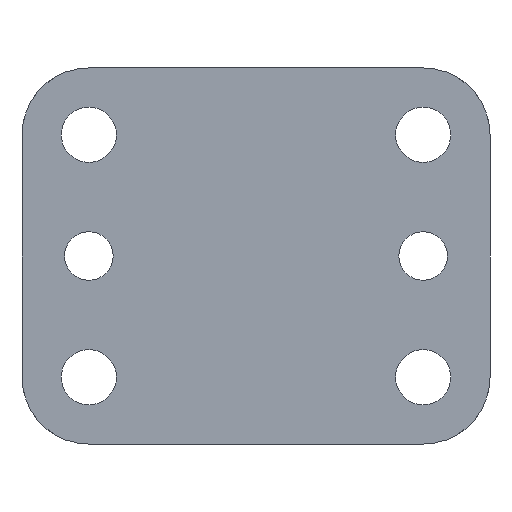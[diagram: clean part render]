
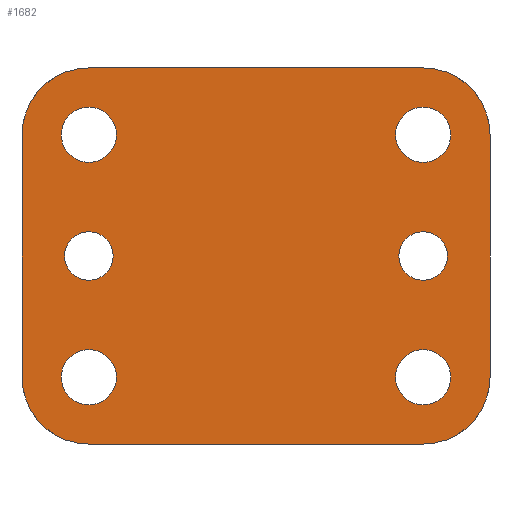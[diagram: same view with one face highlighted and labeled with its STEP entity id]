
A CAD part, front view. The second image highlights one B-rep face of the part: STEP entity #1682.
In plain terms, the highlighted planar face has unit normal (0, -1, 0).
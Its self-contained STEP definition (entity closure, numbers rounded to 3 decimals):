
#52=PLANE('',#1825);
#107=LINE('',#2587,#250);
#110=LINE('',#2607,#253);
#111=LINE('',#2611,#254);
#112=LINE('',#2615,#255);
#250=VECTOR('',#2053,1000.);
#253=VECTOR('',#2072,1000.);
#254=VECTOR('',#2075,1000.);
#255=VECTOR('',#2078,1000.);
#410=ORIENTED_EDGE('',*,*,#894,.F.);
#411=ORIENTED_EDGE('',*,*,#895,.F.);
#412=ORIENTED_EDGE('',*,*,#896,.T.);
#413=ORIENTED_EDGE('',*,*,#897,.T.);
#414=ORIENTED_EDGE('',*,*,#898,.T.);
#415=ORIENTED_EDGE('',*,*,#899,.T.);
#416=ORIENTED_EDGE('',*,*,#891,.T.);
#417=ORIENTED_EDGE('',*,*,#900,.F.);
#418=ORIENTED_EDGE('',*,*,#901,.T.);
#419=ORIENTED_EDGE('',*,*,#902,.F.);
#420=ORIENTED_EDGE('',*,*,#903,.F.);
#421=ORIENTED_EDGE('',*,*,#904,.F.);
#422=ORIENTED_EDGE('',*,*,#905,.F.);
#423=ORIENTED_EDGE('',*,*,#906,.F.);
#891=EDGE_CURVE('',#1132,#1131,#107,.T.);
#894=EDGE_CURVE('',#1134,#1134,#1291,.T.);
#895=EDGE_CURVE('',#1135,#1135,#1292,.T.);
#896=EDGE_CURVE('',#1136,#1136,#1293,.T.);
#897=EDGE_CURVE('',#1137,#1137,#1294,.T.);
#898=EDGE_CURVE('',#1138,#1138,#1295,.T.);
#899=EDGE_CURVE('',#1139,#1139,#1296,.T.);
#900=EDGE_CURVE('',#1140,#1131,#1297,.T.);
#901=EDGE_CURVE('',#1140,#1141,#110,.T.);
#902=EDGE_CURVE('',#1142,#1141,#1298,.T.);
#903=EDGE_CURVE('',#1143,#1142,#111,.T.);
#904=EDGE_CURVE('',#1144,#1143,#1299,.T.);
#905=EDGE_CURVE('',#1145,#1144,#112,.T.);
#906=EDGE_CURVE('',#1132,#1145,#1300,.T.);
#1131=VERTEX_POINT('',#2586);
#1132=VERTEX_POINT('',#2588);
#1134=VERTEX_POINT('',#2594);
#1135=VERTEX_POINT('',#2596);
#1136=VERTEX_POINT('',#2598);
#1137=VERTEX_POINT('',#2600);
#1138=VERTEX_POINT('',#2602);
#1139=VERTEX_POINT('',#2604);
#1140=VERTEX_POINT('',#2606);
#1141=VERTEX_POINT('',#2608);
#1142=VERTEX_POINT('',#2610);
#1143=VERTEX_POINT('',#2612);
#1144=VERTEX_POINT('',#2614);
#1145=VERTEX_POINT('',#2616);
#1291=CIRCLE('',#1826,2.9);
#1292=CIRCLE('',#1827,2.9);
#1293=CIRCLE('',#1828,3.3);
#1294=CIRCLE('',#1829,3.3);
#1295=CIRCLE('',#1830,3.3);
#1296=CIRCLE('',#1831,3.3);
#1297=CIRCLE('',#1832,8.);
#1298=CIRCLE('',#1833,8.);
#1299=CIRCLE('',#1834,8.);
#1300=CIRCLE('',#1835,8.);
#1379=EDGE_LOOP('',(#410));
#1380=EDGE_LOOP('',(#411));
#1381=EDGE_LOOP('',(#412));
#1382=EDGE_LOOP('',(#413));
#1383=EDGE_LOOP('',(#414));
#1384=EDGE_LOOP('',(#415));
#1385=EDGE_LOOP('',(#416,#417,#418,#419,#420,#421,#422,#423));
#1506=FACE_BOUND('',#1379,.T.);
#1507=FACE_BOUND('',#1380,.T.);
#1508=FACE_BOUND('',#1381,.T.);
#1509=FACE_BOUND('',#1382,.T.);
#1510=FACE_BOUND('',#1383,.T.);
#1511=FACE_BOUND('',#1384,.T.);
#1512=FACE_BOUND('',#1385,.T.);
#1682=ADVANCED_FACE('',(#1506,#1507,#1508,#1509,#1510,#1511,#1512),#52,
 .F.);
#1825=AXIS2_PLACEMENT_3D('',#2592,#2056,#2057);
#1826=AXIS2_PLACEMENT_3D('',#2593,#2058,#2059);
#1827=AXIS2_PLACEMENT_3D('',#2595,#2060,#2061);
#1828=AXIS2_PLACEMENT_3D('',#2597,#2062,#2063);
#1829=AXIS2_PLACEMENT_3D('',#2599,#2064,#2065);
#1830=AXIS2_PLACEMENT_3D('',#2601,#2066,#2067);
#1831=AXIS2_PLACEMENT_3D('',#2603,#2068,#2069);
#1832=AXIS2_PLACEMENT_3D('',#2605,#2070,#2071);
#1833=AXIS2_PLACEMENT_3D('',#2609,#2073,#2074);
#1834=AXIS2_PLACEMENT_3D('',#2613,#2076,#2077);
#1835=AXIS2_PLACEMENT_3D('',#2617,#2079,#2080);
#2053=DIRECTION('',(0.,0.,-1.));
#2056=DIRECTION('',(0.,1.,0.));
#2057=DIRECTION('',(0.,0.,1.));
#2058=DIRECTION('',(0.,-1.,0.));
#2059=DIRECTION('',(0.,0.,-1.));
#2060=DIRECTION('',(0.,-1.,0.));
#2061=DIRECTION('',(0.,0.,-1.));
#2062=DIRECTION('',(0.,1.,0.));
#2063=DIRECTION('',(0.,0.,1.));
#2064=DIRECTION('',(0.,1.,0.));
#2065=DIRECTION('',(0.,0.,1.));
#2066=DIRECTION('',(0.,1.,0.));
#2067=DIRECTION('',(0.,0.,1.));
#2068=DIRECTION('',(0.,1.,0.));
#2069=DIRECTION('',(0.,0.,1.));
#2070=DIRECTION('',(0.,1.,0.));
#2071=DIRECTION('',(1.,0.,0.));
#2072=DIRECTION('',(1.,0.,0.));
#2073=DIRECTION('',(0.,1.,0.));
#2074=DIRECTION('',(1.,0.,0.));
#2075=DIRECTION('',(0.,0.,-1.));
#2076=DIRECTION('',(0.,1.,0.));
#2077=DIRECTION('',(1.,0.,0.));
#2078=DIRECTION('',(1.,0.,0.));
#2079=DIRECTION('',(0.,1.,0.));
#2080=DIRECTION('',(1.,0.,0.));
#2586=CARTESIAN_POINT('',(-28.,0.,0.));
#2587=CARTESIAN_POINT('',(-28.,0.,37.));
#2588=CARTESIAN_POINT('',(-28.,0.,29.));
#2592=CARTESIAN_POINT('',(-28.,0.,37.));
#2593=CARTESIAN_POINT('',(-20.,0.,14.5));
#2594=CARTESIAN_POINT('',(-20.,0.,11.6));
#2595=CARTESIAN_POINT('',(20.,0.,14.5));
#2596=CARTESIAN_POINT('',(20.,0.,11.6));
#2597=CARTESIAN_POINT('',(-20.,0.,0.));
#2598=CARTESIAN_POINT('',(-20.,0.,3.3));
#2599=CARTESIAN_POINT('',(-20.,0.,29.));
#2600=CARTESIAN_POINT('',(-20.,0.,32.3));
#2601=CARTESIAN_POINT('',(20.,0.,0.));
#2602=CARTESIAN_POINT('',(20.,0.,3.3));
#2603=CARTESIAN_POINT('',(20.,0.,29.));
#2604=CARTESIAN_POINT('',(20.,0.,32.3));
#2605=CARTESIAN_POINT('',(-20.,0.,0.));
#2606=CARTESIAN_POINT('',(-20.,0.,-8.));
#2607=CARTESIAN_POINT('',(-28.,0.,-8.));
#2608=CARTESIAN_POINT('',(20.,0.,-8.));
#2609=CARTESIAN_POINT('',(20.,0.,0.));
#2610=CARTESIAN_POINT('',(28.,0.,0.));
#2611=CARTESIAN_POINT('',(28.,0.,37.));
#2612=CARTESIAN_POINT('',(28.,0.,29.));
#2613=CARTESIAN_POINT('',(20.,0.,29.));
#2614=CARTESIAN_POINT('',(20.,0.,37.));
#2615=CARTESIAN_POINT('',(-28.,0.,37.));
#2616=CARTESIAN_POINT('',(-20.,0.,37.));
#2617=CARTESIAN_POINT('',(-20.,0.,29.));
